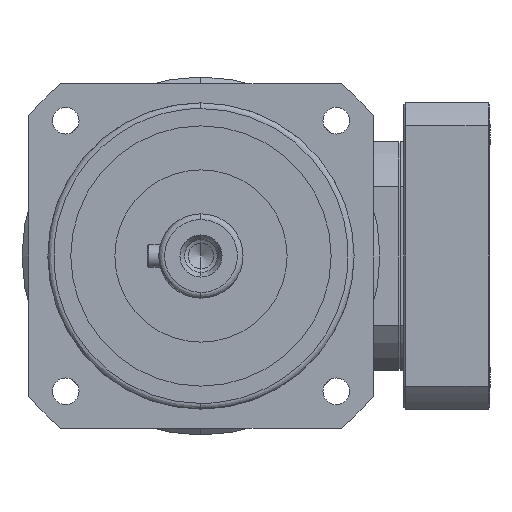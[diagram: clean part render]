
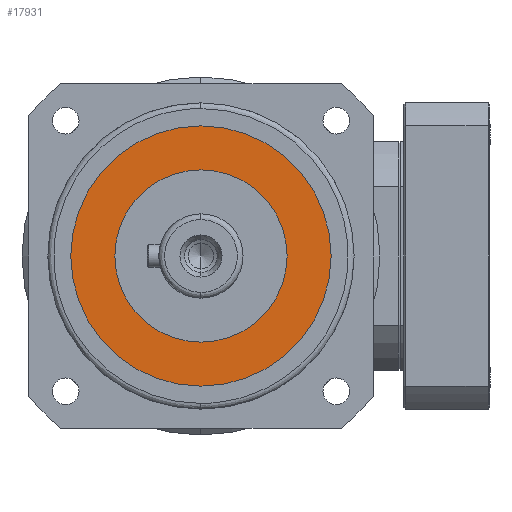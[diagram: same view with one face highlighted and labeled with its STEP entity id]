
A CAD part, left-side view. The second image highlights one B-rep face of the part: STEP entity #17931.
In plain terms, the highlighted face is planar.
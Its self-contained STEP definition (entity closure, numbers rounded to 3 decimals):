
#858 = DIRECTION ( 'NONE',  ( 0., 0., 1. ) ) ;
#1145 = CIRCLE ( 'NONE', #28871, 34. ) ;
#2465 = ORIENTED_EDGE ( 'NONE', *, *, #8355, .T. ) ;
#4016 = EDGE_LOOP ( 'NONE', ( #20223, #2465 ) ) ;
#5606 = ORIENTED_EDGE ( 'NONE', *, *, #6973, .T. ) ;
#5657 = DIRECTION ( 'NONE',  ( 1., 0., 0. ) ) ;
#6950 = CARTESIAN_POINT ( 'NONE',  ( -38.01, 0., -34. ) ) ;
#6973 = EDGE_CURVE ( 'NONE', #29483, #18012, #20772, .T. ) ;
#7039 = EDGE_CURVE ( 'NONE', #7150, #21322, #1145, .T. ) ;
#7150 = VERTEX_POINT ( 'NONE', #29211 ) ;
#7164 = CARTESIAN_POINT ( 'NONE',  ( -38.01, 0., 0. ) ) ;
#7547 = AXIS2_PLACEMENT_3D ( 'NONE', #25717, #11597, #28020 ) ;
#8350 = EDGE_CURVE ( 'NONE', #18012, #29483, #29015, .T. ) ;
#8355 = EDGE_CURVE ( 'NONE', #21322, #7150, #26889, .T. ) ;
#8931 = FACE_OUTER_BOUND ( 'NONE', #4016, .T. ) ;
#11597 = DIRECTION ( 'NONE',  ( 1., 0., 0. ) ) ;
#12109 = DIRECTION ( 'NONE',  ( 0., 0., 1. ) ) ;
#12895 = DIRECTION ( 'NONE',  ( -1., 0., 0. ) ) ;
#14854 = AXIS2_PLACEMENT_3D ( 'NONE', #19789, #5657, #22185 ) ;
#15037 = AXIS2_PLACEMENT_3D ( 'NONE', #29148, #15072, #858 ) ;
#15072 = DIRECTION ( 'NONE',  ( -1., 0., 0. ) ) ;
#17931 = ADVANCED_FACE ( 'NONE', ( #8931, #20690 ), #27926, .T. ) ;
#18012 = VERTEX_POINT ( 'NONE', #28504 ) ;
#19789 = CARTESIAN_POINT ( 'NONE',  ( -38.01, 0., 0. ) ) ;
#20223 = ORIENTED_EDGE ( 'NONE', *, *, #7039, .T. ) ;
#20690 = FACE_BOUND ( 'NONE', #21814, .T. ) ;
#20772 = CIRCLE ( 'NONE', #29033, 22.5 ) ;
#21322 = VERTEX_POINT ( 'NONE', #6950 ) ;
#21814 = EDGE_LOOP ( 'NONE', ( #5606, #29762 ) ) ;
#22141 = CARTESIAN_POINT ( 'NONE',  ( -38.01, 0., 0. ) ) ;
#22185 = DIRECTION ( 'NONE',  ( 0., 0., 1. ) ) ;
#25717 = CARTESIAN_POINT ( 'NONE',  ( -38.01, 0., 0. ) ) ;
#25852 = CARTESIAN_POINT ( 'NONE',  ( -38.01, 0., 22.5 ) ) ;
#26516 = DIRECTION ( 'NONE',  ( 0., 0., 1. ) ) ;
#26889 = CIRCLE ( 'NONE', #14854, 34. ) ;
#27533 = DIRECTION ( 'NONE',  ( 1., 0., 0. ) ) ;
#27926 = PLANE ( 'NONE',  #7547 ) ;
#28020 = DIRECTION ( 'NONE',  ( 0., 0., -1. ) ) ;
#28504 = CARTESIAN_POINT ( 'NONE',  ( -38.01, 0., -22.5 ) ) ;
#28871 = AXIS2_PLACEMENT_3D ( 'NONE', #22141, #27533, #26516 ) ;
#29015 = CIRCLE ( 'NONE', #15037, 22.5 ) ;
#29033 = AXIS2_PLACEMENT_3D ( 'NONE', #7164, #12895, #12109 ) ;
#29148 = CARTESIAN_POINT ( 'NONE',  ( -38.01, 0., 0. ) ) ;
#29211 = CARTESIAN_POINT ( 'NONE',  ( -38.01, 0., 34. ) ) ;
#29483 = VERTEX_POINT ( 'NONE', #25852 ) ;
#29762 = ORIENTED_EDGE ( 'NONE', *, *, #8350, .T. ) ;
